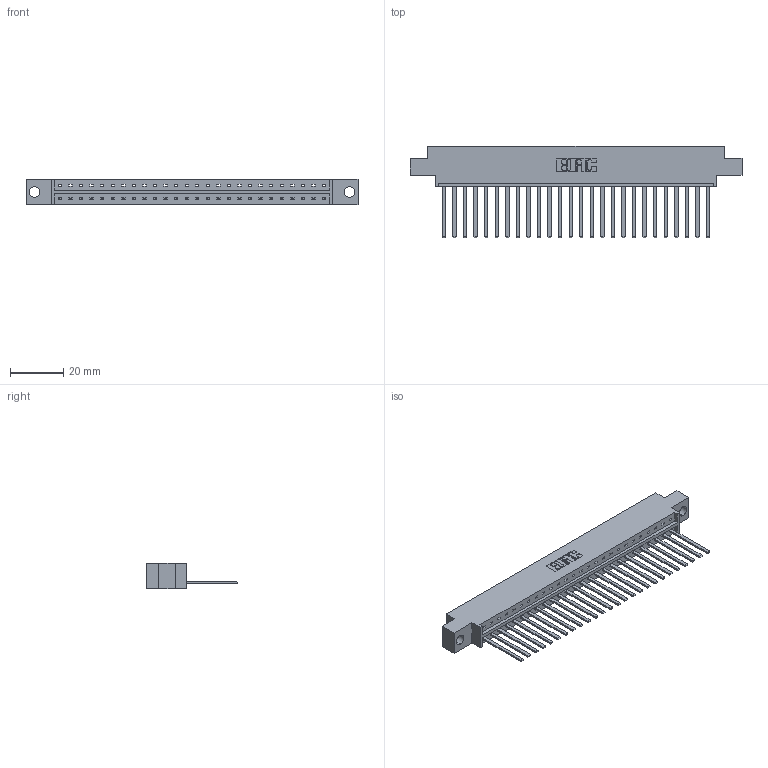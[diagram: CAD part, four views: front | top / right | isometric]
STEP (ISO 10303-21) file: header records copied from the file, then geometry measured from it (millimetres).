
FILE_DESCRIPTION (( 'STEP AP203' ), '1' );
FILE_NAME ('333-026-544-604.STEP', '2018-08-02T13:14:32', ( '' ), ( '' ), 'SwSTEP 2.0', 'SolidWorks 2016', '' );
FILE_SCHEMA (( 'CONFIG_CONTROL_DESIGN' ));
Length unit declared in the file: inch
Products named in the file (3): 333 Part_Offset - .156 Dia - TH; 345-292-001_345-293-144; 333-026-544-604
Assembly tree (27 placements, depth 2):
  333-026-544-604
    333 Part_Offset - .156 Dia - TH
    345-292-001_345-293-144  x26
Bounding box: 124.56 x 34.3 x 9.4 mm (x, y, z)
Volume: 12382.3 mm3; surface area: 14265.2 mm2
Topology: 27 solids, 27 shells, 1470 faces, 4431 edges, 2918 vertices
Faces by surface type: plane 1062, cylinder 408
Entity records: 17915 total; most frequent: CARTESIAN_POINT 3100, ORIENTED_EDGE 3062, DIRECTION 2643, EDGE_CURVE 1531, VECTOR 1407, LINE 1407, VERTEX_POINT 1018, AXIS2_PLACEMENT_3D 618
